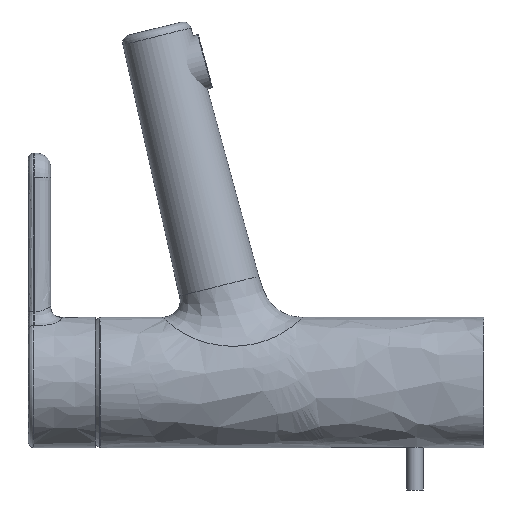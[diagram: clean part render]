
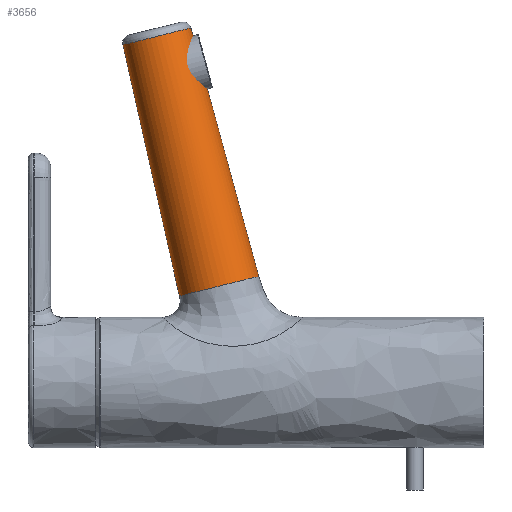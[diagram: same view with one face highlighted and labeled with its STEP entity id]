
A CAD part, left-side view. The second image highlights one B-rep face of the part: STEP entity #3656.
In plain terms, the highlighted free-form (B-spline) face has degree [3, 3] with [6, 6] control points.
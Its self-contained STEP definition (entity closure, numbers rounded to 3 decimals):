
#258 = CARTESIAN_POINT ( 'NONE',  ( -13.725, 121.232, 95.927 ) ) ;
#293 = CARTESIAN_POINT ( 'NONE',  ( -12.977, 128.8, 127.986 ) ) ;
#316 = CARTESIAN_POINT ( 'NONE',  ( -12.977, 114.892, 131.454 ) ) ;
#335 = CARTESIAN_POINT ( 'NONE',  ( -7.167, 109.254, 132.86 ) ) ;
#696 = CARTESIAN_POINT ( 'NONE',  ( -13.725, 106.523, 99.594 ) ) ;
#734 = CARTESIAN_POINT ( 'NONE',  ( 0., 109.254, 132.86 ) ) ;
#753 = CARTESIAN_POINT ( 'NONE',  ( 0., 134.658, 127.557 ) ) ;
#758 = CARTESIAN_POINT ( 'NONE',  ( 0., 108.955, 131.765 ) ) ;
#776 = CARTESIAN_POINT ( 'NONE',  ( -7.155, 134.658, 127.557 ) ) ;
#847 = FACE_OUTER_BOUND ( 'NONE', #3812, .T. ) ;
#1111 = VECTOR ( 'NONE', #2732, 1000. ) ;
#1120 = VERTEX_POINT ( 'NONE', #4101 ) ;
#1170 = CARTESIAN_POINT ( 'NONE',  ( -12.955, 129.03, 128.96 ) ) ;
#1194 = CARTESIAN_POINT ( 'NONE',  ( -12.955, 115.146, 132.421 ) ) ;
#1207 = LINE ( 'NONE', #2662, #1111 ) ;
#1219 = CARTESIAN_POINT ( 'NONE',  ( -7.155, 109.518, 133.825 ) ) ;
#1223 = CARTESIAN_POINT ( 'NONE',  ( -13.003, 114.604, 130.357 ) ) ;
#1498 = CARTESIAN_POINT ( 'NONE',  ( 0., 83.701, 39.452 ) ) ;
#1523 = VERTEX_POINT ( 'NONE', #3377 ) ;
#1589 = CARTESIAN_POINT ( 'NONE',  ( 0., 109.518, 133.825 ) ) ;
#1613 = CARTESIAN_POINT ( 'NONE',  ( 0., 134.878, 128.532 ) ) ;
#1629 = CARTESIAN_POINT ( 'NONE',  ( -7.142, 134.878, 128.532 ) ) ;
#1651 = CARTESIAN_POINT ( 'NONE',  ( -12.932, 129.26, 129.933 ) ) ;
#1658 = CARTESIAN_POINT ( 'NONE',  ( -7.181, 134.188, 125.474 ) ) ;
#1897 = ORIENTED_EDGE ( 'NONE', *, *, #5311, .T. ) ;
#1908 = ORIENTED_EDGE ( 'NONE', *, *, #5321, .T. ) ;
#1914 = ORIENTED_EDGE ( 'NONE', *, *, #2207, .T. ) ;
#1922 = EDGE_CURVE ( 'NONE', #1120, #3068, #4605, .T. ) ;
#1965 = B_SPLINE_SURFACE_WITH_KNOTS ( 'NONE', 3, 3, ( 
 ( #2061, #2038, #2016, #1651, #1629, #1613 ),
 ( #1589, #1219, #1194, #1170, #776, #753 ),
 ( #734, #335, #316, #293, #4064, #3674 ),
 ( #3274, #2850, #696, #258, #5181, #5149 ),
 ( #4809, #4793, #4469, #4090, #3677, #3654 ),
 ( #3640, #3278, #3254, #3233, #2853, #2831 ) ),
 .UNSPECIFIED., .F., .F., .F.,
 ( 4, 2, 4 ),
 ( 4, 2, 4 ),
 ( 0., 0.03, 1. ),
 ( 0., 0.5, 1. ),
 .UNSPECIFIED. ) ;
#1977 = ORIENTED_EDGE ( 'NONE', *, *, #1922, .T. ) ;
#2016 = CARTESIAN_POINT ( 'NONE',  ( -12.932, 115.4, 133.389 ) ) ;
#2038 = CARTESIAN_POINT ( 'NONE',  ( -7.142, 109.782, 134.789 ) ) ;
#2061 = CARTESIAN_POINT ( 'NONE',  ( 0., 109.782, 134.789 ) ) ;
#2068 = DIRECTION ( 'NONE',  ( 0., 0.264, 0.965 ) ) ;
#2207 = EDGE_CURVE ( 'NONE', #1523, #1120, #1207, .T. ) ;
#2491 = B_SPLINE_CURVE_WITH_KNOTS ( 'NONE', 3,
 ( #758, #2934, #1223, #4168, #1658, #4537 ),
 .UNSPECIFIED., .F., .F.,
 ( 4, 2, 4 ),
 ( 0., 0.5, 1. ),
 .UNSPECIFIED. ) ;
#2662 = CARTESIAN_POINT ( 'NONE',  ( 0., 123.668, 78.792 ) ) ;
#2732 = DIRECTION ( 'NONE',  ( 0., -0.22, -0.976 ) ) ;
#2831 = CARTESIAN_POINT ( 'NONE',  ( 0., 113.148, 32.11 ) ) ;
#2850 = CARTESIAN_POINT ( 'NONE',  ( -7.58, 100.561, 101.081 ) ) ;
#2853 = CARTESIAN_POINT ( 'NONE',  ( -8.381, 113.148, 32.11 ) ) ;
#2916 = CARTESIAN_POINT ( 'NONE',  ( 0., 83.701, 39.452 ) ) ;
#2923 = CARTESIAN_POINT ( 'NONE',  ( -8.381, 83.701, 39.452 ) ) ;
#2924 = CARTESIAN_POINT ( 'NONE',  ( -15.174, 90.293, 37.809 ) ) ;
#2931 = CARTESIAN_POINT ( 'NONE',  ( -15.174, 106.556, 33.754 ) ) ;
#2934 = CARTESIAN_POINT ( 'NONE',  ( -7.181, 108.955, 131.765 ) ) ;
#2935 = CARTESIAN_POINT ( 'NONE',  ( -8.381, 113.148, 32.11 ) ) ;
#2943 = CARTESIAN_POINT ( 'NONE',  ( 0., 113.148, 32.11 ) ) ;
#3068 = VERTEX_POINT ( 'NONE', #1498 ) ;
#3170 = CARTESIAN_POINT ( 'NONE',  ( 0., 108.955, 131.765 ) ) ;
#3233 = CARTESIAN_POINT ( 'NONE',  ( -15.174, 106.556, 33.754 ) ) ;
#3254 = CARTESIAN_POINT ( 'NONE',  ( -15.174, 90.293, 37.809 ) ) ;
#3274 = CARTESIAN_POINT ( 'NONE',  ( 0., 100.561, 101.081 ) ) ;
#3278 = CARTESIAN_POINT ( 'NONE',  ( -8.381, 83.701, 39.452 ) ) ;
#3377 = CARTESIAN_POINT ( 'NONE',  ( 0., 134.188, 125.474 ) ) ;
#3640 = CARTESIAN_POINT ( 'NONE',  ( 0., 83.701, 39.452 ) ) ;
#3654 = CARTESIAN_POINT ( 'NONE',  ( 0., 120.171, 63.275 ) ) ;
#3656 = ADVANCED_FACE ( 'NONE', ( #847 ), #1965, .F. ) ;
#3674 = CARTESIAN_POINT ( 'NONE',  ( 0., 134.438, 126.581 ) ) ;
#3677 = CARTESIAN_POINT ( 'NONE',  ( -7.98, 120.171, 63.275 ) ) ;
#3724 = CARTESIAN_POINT ( 'NONE',  ( 0., 96.346, 85.674 ) ) ;
#3812 = EDGE_LOOP ( 'NONE', ( #1897, #1908, #1914, #1977 ) ) ;
#4064 = CARTESIAN_POINT ( 'NONE',  ( -7.167, 134.438, 126.581 ) ) ;
#4090 = CARTESIAN_POINT ( 'NONE',  ( -14.45, 113.894, 64.84 ) ) ;
#4101 = CARTESIAN_POINT ( 'NONE',  ( 0., 113.148, 32.11 ) ) ;
#4168 = CARTESIAN_POINT ( 'NONE',  ( -13.003, 128.54, 126.882 ) ) ;
#4469 = CARTESIAN_POINT ( 'NONE',  ( -14.45, 98.408, 68.701 ) ) ;
#4537 = CARTESIAN_POINT ( 'NONE',  ( 0., 134.188, 125.474 ) ) ;
#4605 = B_SPLINE_CURVE_WITH_KNOTS ( 'NONE', 3,
 ( #2943, #2935, #2931, #2924, #2923, #2916 ),
 .UNSPECIFIED., .F., .F.,
 ( 4, 2, 4 ),
 ( 0., 0.5, 1. ),
 .UNSPECIFIED. ) ;
#4793 = CARTESIAN_POINT ( 'NONE',  ( -7.98, 92.131, 70.266 ) ) ;
#4809 = CARTESIAN_POINT ( 'NONE',  ( 0., 92.131, 70.266 ) ) ;
#4819 = VERTEX_POINT ( 'NONE', #3170 ) ;
#4953 = VECTOR ( 'NONE', #2068, 1000. ) ;
#5062 = LINE ( 'NONE', #3724, #4953 ) ;
#5149 = CARTESIAN_POINT ( 'NONE',  ( 0., 127.195, 94.44 ) ) ;
#5181 = CARTESIAN_POINT ( 'NONE',  ( -7.58, 127.195, 94.44 ) ) ;
#5311 = EDGE_CURVE ( 'NONE', #3068, #4819, #5062, .T. ) ;
#5321 = EDGE_CURVE ( 'NONE', #4819, #1523, #2491, .T. ) ;
